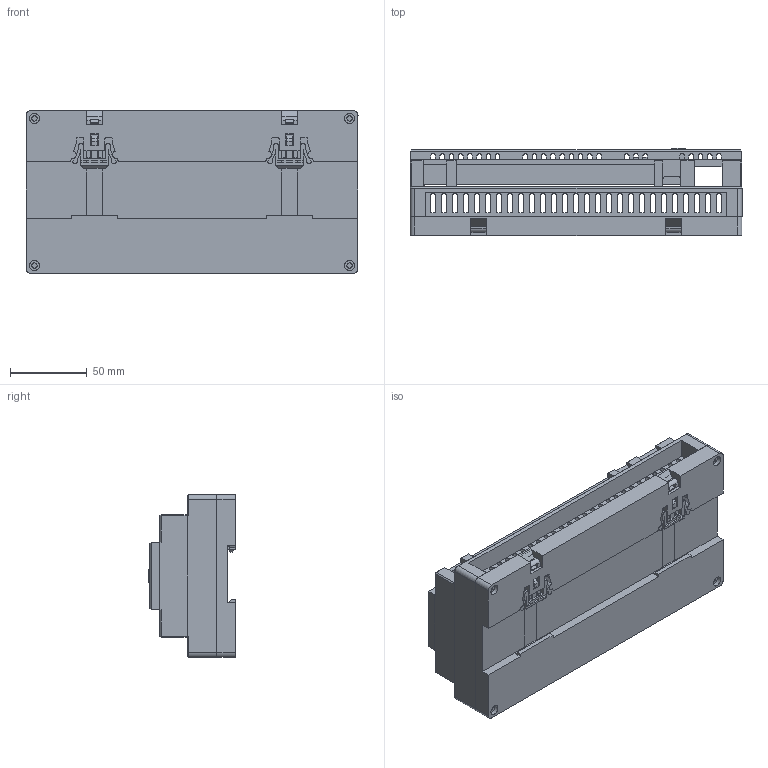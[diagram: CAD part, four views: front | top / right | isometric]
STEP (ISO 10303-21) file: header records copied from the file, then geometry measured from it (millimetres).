
FILE_DESCRIPTION(/* description */ (''),/* implementation_level */ '2;1');
FILE_NAME(/* name */ 'esp v0.8 case.step',/* time_stamp */ '2024-05-11T07:07:35+02:00',/* author */ (''),/* organization */ (''),/* preprocessor_version */ 'ST-DEVELOPER v20',/* originating_system */ 'Autodesk Translation Framework v12.20.1.177',/* authorisation */ '');
FILE_SCHEMA (('AUTOMOTIVE_DESIGN { 1 0 10303 214 3 1 1 }','AP242_MANAGED_MODEL_BASED_3D_ENGINEERING_MIM_LF { 1 0 10303 442 3 1 4 }'));
Length unit declared in the file: millimetre
Products named in the file (7): Case ESP; button v0.3; front case; back case; DXMG-WALL-CLIP; front case slim; oled mount (1)
Assembly tree (7 placements, depth 2):
  Case ESP
    button v0.3
    front case
    back case
    DXMG-WALL-CLIP  x2
    front case slim
    oled mount (1)
Bounding box: 216 x 56.8 x 105.8 mm (x, y, z)
Volume: 250479.6 mm3; surface area: 188084.5 mm2
Topology: 8 solids, 8 shells, 1404 faces, 3943 edges, 2589 vertices
Faces by surface type: plane 1080, cylinder 292, cone 32
Full cylindrical faces by diameter (mm): 2.5 x8, 3.5 x16, 4.5 x4, 5 x1, 6.5 x4
Entity records: 43067 total; most frequent: CARTESIAN_POINT 7508, ORIENTED_EDGE 7442, DIRECTION 7007, EDGE_CURVE 3721, LINE 3127, VECTOR 3127, VERTEX_POINT 2441, AXIS2_PLACEMENT_3D 1940
